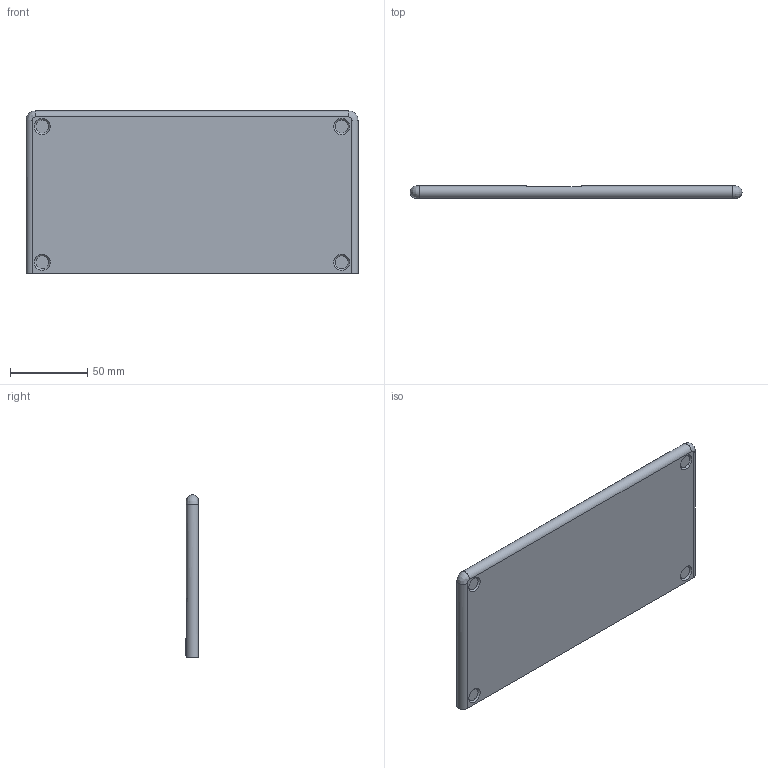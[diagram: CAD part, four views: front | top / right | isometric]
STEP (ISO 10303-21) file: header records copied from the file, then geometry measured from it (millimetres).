
FILE_DESCRIPTION(/* description */ (''),/* implementation_level */ '2;1');
FILE_NAME(/* name */ 'Trailmix-case.step',/* time_stamp */ '2023-09-15T14:20:36-07:00',/* author */ (''),/* organization */ (''),/* preprocessor_version */ 'ST-DEVELOPER v20',/* originating_system */ 'Autodesk Translation Framework v12.9.0.99',/* authorisation */ '');
FILE_SCHEMA (('AUTOMOTIVE_DESIGN { 1 0 10303 214 3 1 1 }'));
Length unit declared in the file: millimetre
Products named in the file (1): Hotfix-VerticalPrint
Bounding box: 215.1 x 8.5 x 105.2 mm (x, y, z)
Volume: 113703.2 mm3; surface area: 52270.2 mm2
Topology: 3 solids, 3 shells, 455 faces, 1183 edges, 756 vertices
Faces by surface type: bspline 231, plane 213, cone 8, cylinder 3
Entity records: 16883 total; most frequent: CARTESIAN_POINT 7455, ORIENTED_EDGE 2366, DIRECTION 1193, EDGE_CURVE 1183, VERTEX_POINT 756, LINE 687, VECTOR 687, EDGE_LOOP 484
